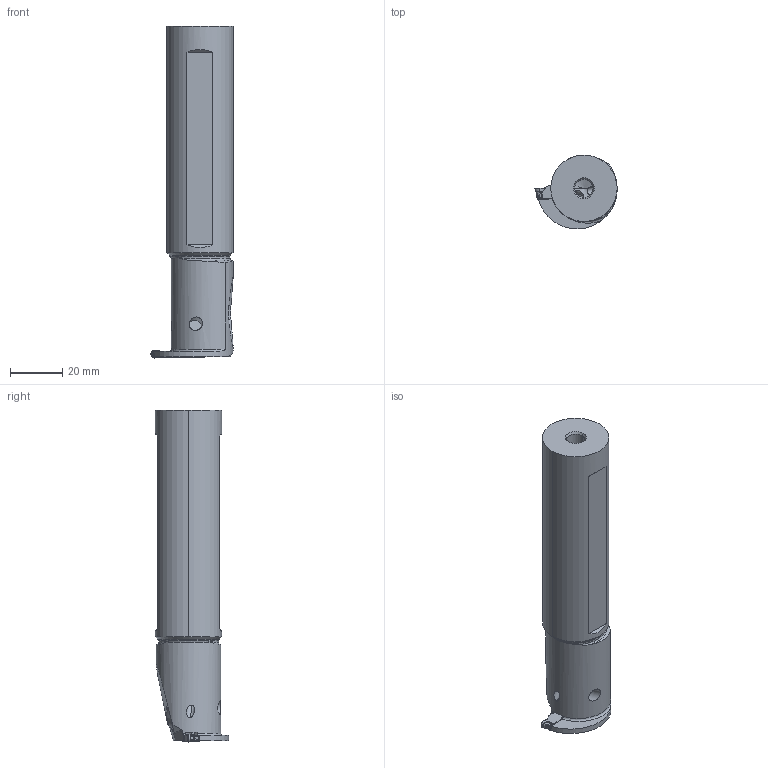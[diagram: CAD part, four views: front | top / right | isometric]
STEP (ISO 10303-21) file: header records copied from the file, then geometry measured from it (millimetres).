
FILE_DESCRIPTION(/* description */ (''),/* implementation_level */ '2;1');
FILE_NAME(/* name */ 'GYARUS16K90B-F06_CW0_118_IR0_06.stp',/* time_stamp */ '2023-02-27T12:25:47+09:00',/* author */ (''),/* organization */ (''),/* preprocessor_version */ 'ST-DEVELOPER v16',/* originating_system */ 'SIEMENS PLM Software NX 10.0',/* authorisation */ '');
FILE_SCHEMA (('AUTOMOTIVE_DESIGN { 1 0 10303 214 3 1 1 1 }'));
Length unit declared in the file: millimetre
Products named in the file (1): GYARUS16K90B-F06_CW0_118_IR0_06_ASM
Bounding box: 31.44 x 28.04 x 127 mm (x, y, z)
Volume: 55394.5 mm3; surface area: 14326.7 mm2
Topology: 2 solids, 2 shells, 178 faces, 545 edges, 394 vertices
Faces by surface type: cylinder 61, bspline 49, plane 42, cone 14, torus 8, sphere 2, extrusion 2
Entity records: 11715 total; most frequent: CARTESIAN_POINT 7305, ORIENTED_EDGE 1038, DIRECTION 686, EDGE_CURVE 519, VERTEX_POINT 349, AXIS2_PLACEMENT_3D 268, B_SPLINE_CURVE_WITH_KNOTS 244, EDGE_LOOP 188
